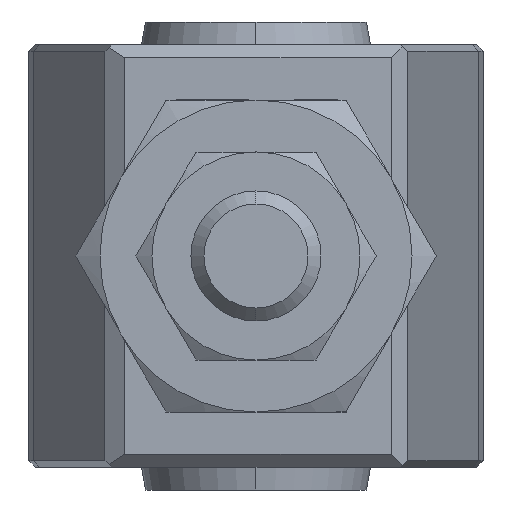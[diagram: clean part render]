
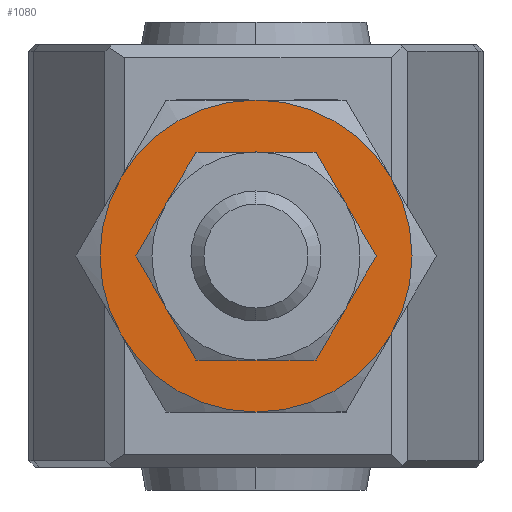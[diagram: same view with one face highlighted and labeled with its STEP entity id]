
A CAD part, left-side view. The second image highlights one B-rep face of the part: STEP entity #1080.
In plain terms, the highlighted planar face has unit normal (-1, 0, 0).
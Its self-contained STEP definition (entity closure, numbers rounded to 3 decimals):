
#4 = CIRCLE ( 'NONE', #3588, 12. ) ;
#34 = DIRECTION ( 'NONE',  ( 0., 0., -1. ) ) ;
#81 = CARTESIAN_POINT ( 'NONE',  ( -45.3, 0., -12. ) ) ;
#112 = ORIENTED_EDGE ( 'NONE', *, *, #3949, .F. ) ;
#157 = DIRECTION ( 'NONE',  ( 1., 0., 0. ) ) ;
#258 = VERTEX_POINT ( 'NONE', #2084 ) ;
#269 = CARTESIAN_POINT ( 'NONE',  ( -45.3, 10.392, 6. ) ) ;
#436 = CIRCLE ( 'NONE', #1833, 12. ) ;
#489 = DIRECTION ( 'NONE',  ( 0., 0., -1. ) ) ;
#525 = EDGE_CURVE ( 'NONE', #258, #606, #4, .T. ) ;
#527 = VERTEX_POINT ( 'NONE', #1819 ) ;
#606 = VERTEX_POINT ( 'NONE', #921 ) ;
#719 = ORIENTED_EDGE ( 'NONE', *, *, #2658, .F. ) ;
#795 = CIRCLE ( 'NONE', #959, 12. ) ;
#878 = EDGE_LOOP ( 'NONE', ( #3754, #2652 ) ) ;
#921 = CARTESIAN_POINT ( 'NONE',  ( -45.3, -10.392, -6. ) ) ;
#959 = AXIS2_PLACEMENT_3D ( 'NONE', #4058, #2140, #489 ) ;
#973 = DIRECTION ( 'NONE',  ( 1., 0., 0. ) ) ;
#986 = CIRCLE ( 'NONE', #2096, 8. ) ;
#1080 = ADVANCED_FACE ( 'NONE', ( #4094, #3227 ), #3250, .T. ) ;
#1189 = DIRECTION ( 'NONE',  ( 1., 0., 0. ) ) ;
#1220 = CARTESIAN_POINT ( 'NONE',  ( -45.3, 0., 0. ) ) ;
#1270 = CIRCLE ( 'NONE', #1464, 8. ) ;
#1296 = ORIENTED_EDGE ( 'NONE', *, *, #3609, .F. ) ;
#1456 = VERTEX_POINT ( 'NONE', #1897 ) ;
#1464 = AXIS2_PLACEMENT_3D ( 'NONE', #3635, #2675, #1977 ) ;
#1504 = VERTEX_POINT ( 'NONE', #81 ) ;
#1541 = CARTESIAN_POINT ( 'NONE',  ( -45.3, 0., 0. ) ) ;
#1675 = ORIENTED_EDGE ( 'NONE', *, *, #4123, .F. ) ;
#1684 = CARTESIAN_POINT ( 'NONE',  ( -45.3, 0., 12. ) ) ;
#1745 = CIRCLE ( 'NONE', #2291, 12. ) ;
#1819 = CARTESIAN_POINT ( 'NONE',  ( -45.3, 0., -8. ) ) ;
#1833 = AXIS2_PLACEMENT_3D ( 'NONE', #1935, #973, #3543 ) ;
#1877 = AXIS2_PLACEMENT_3D ( 'NONE', #2371, #2058, #34 ) ;
#1897 = CARTESIAN_POINT ( 'NONE',  ( -45.3, 10.392, -6. ) ) ;
#1935 = CARTESIAN_POINT ( 'NONE',  ( -45.3, 0., 0. ) ) ;
#1977 = DIRECTION ( 'NONE',  ( 0., 0., -1. ) ) ;
#1994 = CIRCLE ( 'NONE', #2812, 12. ) ;
#2042 = DIRECTION ( 'NONE',  ( 0., 0., -1. ) ) ;
#2058 = DIRECTION ( 'NONE',  ( -1., 0., 0. ) ) ;
#2084 = CARTESIAN_POINT ( 'NONE',  ( -45.3, -10.392, 6. ) ) ;
#2087 = CARTESIAN_POINT ( 'NONE',  ( -45.3, 0., 0. ) ) ;
#2096 = AXIS2_PLACEMENT_3D ( 'NONE', #1541, #3819, #4139 ) ;
#2102 = DIRECTION ( 'NONE',  ( 0., 0., -1. ) ) ;
#2104 = CIRCLE ( 'NONE', #4158, 12. ) ;
#2140 = DIRECTION ( 'NONE',  ( 1., 0., 0. ) ) ;
#2291 = AXIS2_PLACEMENT_3D ( 'NONE', #1220, #1189, #2854 ) ;
#2328 = EDGE_CURVE ( 'NONE', #1456, #3983, #2104, .T. ) ;
#2371 = CARTESIAN_POINT ( 'NONE',  ( -45.3, -13.856, 0. ) ) ;
#2566 = CARTESIAN_POINT ( 'NONE',  ( -45.3, 0., 0. ) ) ;
#2579 = DIRECTION ( 'NONE',  ( 1., 0., 0. ) ) ;
#2580 = EDGE_CURVE ( 'NONE', #527, #3328, #986, .T. ) ;
#2652 = ORIENTED_EDGE ( 'NONE', *, *, #2580, .T. ) ;
#2658 = EDGE_CURVE ( 'NONE', #3983, #3275, #795, .T. ) ;
#2675 = DIRECTION ( 'NONE',  ( 1., 0., 0. ) ) ;
#2812 = AXIS2_PLACEMENT_3D ( 'NONE', #2566, #2579, #3538 ) ;
#2854 = DIRECTION ( 'NONE',  ( 0., 0., -1. ) ) ;
#3133 = EDGE_LOOP ( 'NONE', ( #1296, #112, #3839, #1675, #719, #3597 ) ) ;
#3227 = FACE_OUTER_BOUND ( 'NONE', #3133, .T. ) ;
#3250 = PLANE ( 'NONE',  #1877 ) ;
#3275 = VERTEX_POINT ( 'NONE', #1684 ) ;
#3308 = CARTESIAN_POINT ( 'NONE',  ( -45.3, 0., 0. ) ) ;
#3328 = VERTEX_POINT ( 'NONE', #3451 ) ;
#3451 = CARTESIAN_POINT ( 'NONE',  ( -45.3, 0., 8. ) ) ;
#3538 = DIRECTION ( 'NONE',  ( 0., 0., -1. ) ) ;
#3543 = DIRECTION ( 'NONE',  ( 0., 0., 1. ) ) ;
#3588 = AXIS2_PLACEMENT_3D ( 'NONE', #2087, #157, #2102 ) ;
#3597 = ORIENTED_EDGE ( 'NONE', *, *, #2328, .F. ) ;
#3609 = EDGE_CURVE ( 'NONE', #1504, #1456, #1994, .T. ) ;
#3635 = CARTESIAN_POINT ( 'NONE',  ( -45.3, 0., 0. ) ) ;
#3642 = DIRECTION ( 'NONE',  ( 1., 0., 0. ) ) ;
#3754 = ORIENTED_EDGE ( 'NONE', *, *, #4036, .T. ) ;
#3819 = DIRECTION ( 'NONE',  ( 1., 0., 0. ) ) ;
#3839 = ORIENTED_EDGE ( 'NONE', *, *, #525, .F. ) ;
#3949 = EDGE_CURVE ( 'NONE', #606, #1504, #1745, .T. ) ;
#3983 = VERTEX_POINT ( 'NONE', #269 ) ;
#4036 = EDGE_CURVE ( 'NONE', #3328, #527, #1270, .T. ) ;
#4058 = CARTESIAN_POINT ( 'NONE',  ( -45.3, 0., 0. ) ) ;
#4094 = FACE_BOUND ( 'NONE', #878, .T. ) ;
#4123 = EDGE_CURVE ( 'NONE', #3275, #258, #436, .T. ) ;
#4139 = DIRECTION ( 'NONE',  ( 0., 0., -1. ) ) ;
#4158 = AXIS2_PLACEMENT_3D ( 'NONE', #3308, #3642, #2042 ) ;
